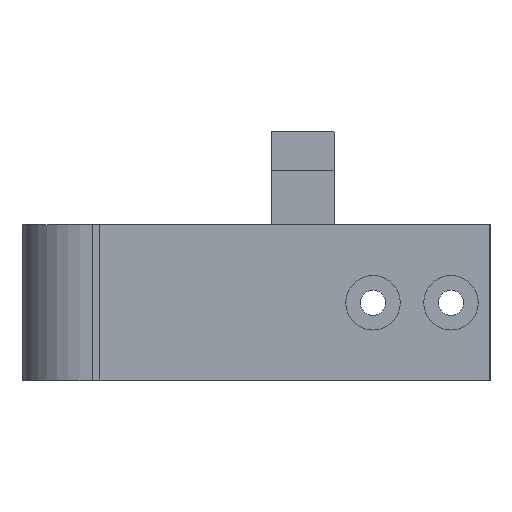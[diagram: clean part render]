
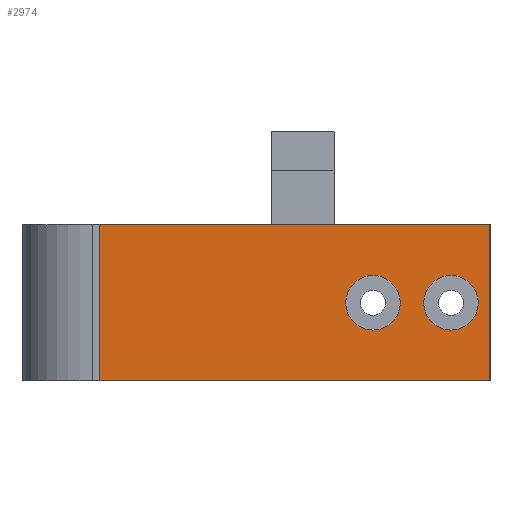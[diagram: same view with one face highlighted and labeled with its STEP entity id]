
A CAD part, left-side view. The second image highlights one B-rep face of the part: STEP entity #2974.
In plain terms, the highlighted planar face has unit normal (-1, 0, 0).
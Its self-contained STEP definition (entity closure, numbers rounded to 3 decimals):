
#101 = PLANE('',#102);
#102 = AXIS2_PLACEMENT_3D('',#103,#104,#105);
#103 = CARTESIAN_POINT('',(-59.932,55.957,0.));
#104 = DIRECTION('',(-0.,-0.,-1.));
#105 = DIRECTION('',(-1.,0.,0.));
#178 = PLANE('',#179);
#179 = AXIS2_PLACEMENT_3D('',#180,#181,#182);
#180 = CARTESIAN_POINT('',(-59.932,55.957,-20.));
#181 = DIRECTION('',(-0.,-0.,-1.));
#182 = DIRECTION('',(-1.,0.,0.));
#584 = VERTEX_POINT('',#585);
#585 = CARTESIAN_POINT('',(-105.,25.,-20.));
#599 = PLANE('',#600);
#600 = AXIS2_PLACEMENT_3D('',#601,#602,#603);
#601 = CARTESIAN_POINT('',(-100.1,25.,0.));
#602 = DIRECTION('',(0.,1.,0.));
#603 = DIRECTION('',(-1.,0.,0.));
#611 = EDGE_CURVE('',#584,#612,#614,.T.);
#612 = VERTEX_POINT('',#613);
#613 = CARTESIAN_POINT('',(-105.,75.,-20.));
#614 = SURFACE_CURVE('',#615,(#619,#626),.PCURVE_S1.);
#615 = LINE('',#616,#617);
#616 = CARTESIAN_POINT('',(-105.,25.,-20.));
#617 = VECTOR('',#618,1.);
#618 = DIRECTION('',(0.,1.,0.));
#619 = PCURVE('',#178,#620);
#620 = DEFINITIONAL_REPRESENTATION('',(#621),#625);
#621 = LINE('',#622,#623);
#622 = CARTESIAN_POINT('',(45.068,-30.957));
#623 = VECTOR('',#624,1.);
#624 = DIRECTION('',(0.,1.));
#625 = ( GEOMETRIC_REPRESENTATION_CONTEXT(2) 
PARAMETRIC_REPRESENTATION_CONTEXT() REPRESENTATION_CONTEXT('2D SPACE',''
  ) );
#626 = PCURVE('',#627,#632);
#627 = PLANE('',#628);
#628 = AXIS2_PLACEMENT_3D('',#629,#630,#631);
#629 = CARTESIAN_POINT('',(-105.,25.,0.));
#630 = DIRECTION('',(1.,0.,0.));
#631 = DIRECTION('',(0.,1.,0.));
#632 = DEFINITIONAL_REPRESENTATION('',(#633),#637);
#633 = LINE('',#634,#635);
#634 = CARTESIAN_POINT('',(0.,-20.));
#635 = VECTOR('',#636,1.);
#636 = DIRECTION('',(1.,0.));
#637 = ( GEOMETRIC_REPRESENTATION_CONTEXT(2) 
PARAMETRIC_REPRESENTATION_CONTEXT() REPRESENTATION_CONTEXT('2D SPACE',''
  ) );
#655 = PLANE('',#656);
#656 = AXIS2_PLACEMENT_3D('',#657,#658,#659);
#657 = CARTESIAN_POINT('',(-105.,75.,0.));
#658 = DIRECTION('',(0.,-1.,0.));
#659 = DIRECTION('',(1.,0.,0.));
#1347 = VERTEX_POINT('',#1348);
#1348 = CARTESIAN_POINT('',(-105.,25.,0.));
#1369 = EDGE_CURVE('',#1347,#1370,#1372,.T.);
#1370 = VERTEX_POINT('',#1371);
#1371 = CARTESIAN_POINT('',(-105.,75.,0.));
#1372 = SURFACE_CURVE('',#1373,(#1377,#1384),.PCURVE_S1.);
#1373 = LINE('',#1374,#1375);
#1374 = CARTESIAN_POINT('',(-105.,25.,0.));
#1375 = VECTOR('',#1376,1.);
#1376 = DIRECTION('',(0.,1.,0.));
#1377 = PCURVE('',#101,#1378);
#1378 = DEFINITIONAL_REPRESENTATION('',(#1379),#1383);
#1379 = LINE('',#1380,#1381);
#1380 = CARTESIAN_POINT('',(45.068,-30.957));
#1381 = VECTOR('',#1382,1.);
#1382 = DIRECTION('',(0.,1.));
#1383 = ( GEOMETRIC_REPRESENTATION_CONTEXT(2) 
PARAMETRIC_REPRESENTATION_CONTEXT() REPRESENTATION_CONTEXT('2D SPACE',''
  ) );
#1384 = PCURVE('',#627,#1385);
#1385 = DEFINITIONAL_REPRESENTATION('',(#1386),#1390);
#1386 = LINE('',#1387,#1388);
#1387 = CARTESIAN_POINT('',(0.,0.));
#1388 = VECTOR('',#1389,1.);
#1389 = DIRECTION('',(1.,0.));
#1390 = ( GEOMETRIC_REPRESENTATION_CONTEXT(2) 
PARAMETRIC_REPRESENTATION_CONTEXT() REPRESENTATION_CONTEXT('2D SPACE',''
  ) );
#2854 = EDGE_CURVE('',#1370,#612,#2855,.T.);
#2855 = SURFACE_CURVE('',#2856,(#2860,#2867),.PCURVE_S1.);
#2856 = LINE('',#2857,#2858);
#2857 = CARTESIAN_POINT('',(-105.,75.,0.));
#2858 = VECTOR('',#2859,1.);
#2859 = DIRECTION('',(-0.,-0.,-1.));
#2860 = PCURVE('',#655,#2861);
#2861 = DEFINITIONAL_REPRESENTATION('',(#2862),#2866);
#2862 = LINE('',#2863,#2864);
#2863 = CARTESIAN_POINT('',(0.,0.));
#2864 = VECTOR('',#2865,1.);
#2865 = DIRECTION('',(0.,-1.));
#2866 = ( GEOMETRIC_REPRESENTATION_CONTEXT(2) 
PARAMETRIC_REPRESENTATION_CONTEXT() REPRESENTATION_CONTEXT('2D SPACE',''
  ) );
#2867 = PCURVE('',#627,#2868);
#2868 = DEFINITIONAL_REPRESENTATION('',(#2869),#2873);
#2869 = LINE('',#2870,#2871);
#2870 = CARTESIAN_POINT('',(50.,0.));
#2871 = VECTOR('',#2872,1.);
#2872 = DIRECTION('',(0.,-1.));
#2873 = ( GEOMETRIC_REPRESENTATION_CONTEXT(2) 
PARAMETRIC_REPRESENTATION_CONTEXT() REPRESENTATION_CONTEXT('2D SPACE',''
  ) );
#2974 = ADVANCED_FACE('',(#2975,#3001,#3036),#627,.F.);
#2975 = FACE_BOUND('',#2976,.F.);
#2976 = EDGE_LOOP('',(#2977,#2998,#2999,#3000));
#2977 = ORIENTED_EDGE('',*,*,#2978,.T.);
#2978 = EDGE_CURVE('',#1347,#584,#2979,.T.);
#2979 = SURFACE_CURVE('',#2980,(#2984,#2991),.PCURVE_S1.);
#2980 = LINE('',#2981,#2982);
#2981 = CARTESIAN_POINT('',(-105.,25.,0.));
#2982 = VECTOR('',#2983,1.);
#2983 = DIRECTION('',(-0.,-0.,-1.));
#2984 = PCURVE('',#627,#2985);
#2985 = DEFINITIONAL_REPRESENTATION('',(#2986),#2990);
#2986 = LINE('',#2987,#2988);
#2987 = CARTESIAN_POINT('',(0.,0.));
#2988 = VECTOR('',#2989,1.);
#2989 = DIRECTION('',(0.,-1.));
#2990 = ( GEOMETRIC_REPRESENTATION_CONTEXT(2) 
PARAMETRIC_REPRESENTATION_CONTEXT() REPRESENTATION_CONTEXT('2D SPACE',''
  ) );
#2991 = PCURVE('',#599,#2992);
#2992 = DEFINITIONAL_REPRESENTATION('',(#2993),#2997);
#2993 = LINE('',#2994,#2995);
#2994 = CARTESIAN_POINT('',(4.9,0.));
#2995 = VECTOR('',#2996,1.);
#2996 = DIRECTION('',(0.,-1.));
#2997 = ( GEOMETRIC_REPRESENTATION_CONTEXT(2) 
PARAMETRIC_REPRESENTATION_CONTEXT() REPRESENTATION_CONTEXT('2D SPACE',''
  ) );
#2998 = ORIENTED_EDGE('',*,*,#611,.T.);
#2999 = ORIENTED_EDGE('',*,*,#2854,.F.);
#3000 = ORIENTED_EDGE('',*,*,#1369,.F.);
#3001 = FACE_BOUND('',#3002,.F.);
#3002 = EDGE_LOOP('',(#3003));
#3003 = ORIENTED_EDGE('',*,*,#3004,.T.);
#3004 = EDGE_CURVE('',#3005,#3005,#3007,.T.);
#3005 = VERTEX_POINT('',#3006);
#3006 = CARTESIAN_POINT('',(-105.,26.5,-10.));
#3007 = SURFACE_CURVE('',#3008,(#3013,#3024),.PCURVE_S1.);
#3008 = CIRCLE('',#3009,3.5);
#3009 = AXIS2_PLACEMENT_3D('',#3010,#3011,#3012);
#3010 = CARTESIAN_POINT('',(-105.,30.,-10.));
#3011 = DIRECTION('',(-1.,0.,0.));
#3012 = DIRECTION('',(0.,-1.,0.));
#3013 = PCURVE('',#627,#3014);
#3014 = DEFINITIONAL_REPRESENTATION('',(#3015),#3023);
#3015 = ( BOUNDED_CURVE() B_SPLINE_CURVE(2,(#3016,#3017,#3018,#3019,
#3020,#3021,#3022),.UNSPECIFIED.,.T.,.F.) B_SPLINE_CURVE_WITH_KNOTS((1,2
    ,2,2,2,1),(-2.094,0.,2.094,4.189,
6.283,8.378),.UNSPECIFIED.) CURVE() 
GEOMETRIC_REPRESENTATION_ITEM() RATIONAL_B_SPLINE_CURVE((1.,0.5,1.,0.5,
1.,0.5,1.)) REPRESENTATION_ITEM('') );
#3016 = CARTESIAN_POINT('',(1.5,-10.));
#3017 = CARTESIAN_POINT('',(1.5,-3.938));
#3018 = CARTESIAN_POINT('',(6.75,-6.969));
#3019 = CARTESIAN_POINT('',(12.,-10.));
#3020 = CARTESIAN_POINT('',(6.75,-13.031));
#3021 = CARTESIAN_POINT('',(1.5,-16.062));
#3022 = CARTESIAN_POINT('',(1.5,-10.));
#3023 = ( GEOMETRIC_REPRESENTATION_CONTEXT(2) 
PARAMETRIC_REPRESENTATION_CONTEXT() REPRESENTATION_CONTEXT('2D SPACE',''
  ) );
#3024 = PCURVE('',#3025,#3030);
#3025 = CYLINDRICAL_SURFACE('',#3026,3.5);
#3026 = AXIS2_PLACEMENT_3D('',#3027,#3028,#3029);
#3027 = CARTESIAN_POINT('',(-105.,30.,-10.));
#3028 = DIRECTION('',(-1.,0.,0.));
#3029 = DIRECTION('',(0.,-1.,0.));
#3030 = DEFINITIONAL_REPRESENTATION('',(#3031),#3035);
#3031 = LINE('',#3032,#3033);
#3032 = CARTESIAN_POINT('',(0.,0.));
#3033 = VECTOR('',#3034,1.);
#3034 = DIRECTION('',(1.,0.));
#3035 = ( GEOMETRIC_REPRESENTATION_CONTEXT(2) 
PARAMETRIC_REPRESENTATION_CONTEXT() REPRESENTATION_CONTEXT('2D SPACE',''
  ) );
#3036 = FACE_BOUND('',#3037,.F.);
#3037 = EDGE_LOOP('',(#3038));
#3038 = ORIENTED_EDGE('',*,*,#3039,.T.);
#3039 = EDGE_CURVE('',#3040,#3040,#3042,.T.);
#3040 = VERTEX_POINT('',#3041);
#3041 = CARTESIAN_POINT('',(-105.,36.5,-10.));
#3042 = SURFACE_CURVE('',#3043,(#3048,#3059),.PCURVE_S1.);
#3043 = CIRCLE('',#3044,3.5);
#3044 = AXIS2_PLACEMENT_3D('',#3045,#3046,#3047);
#3045 = CARTESIAN_POINT('',(-105.,40.,-10.));
#3046 = DIRECTION('',(-1.,0.,0.));
#3047 = DIRECTION('',(0.,-1.,0.));
#3048 = PCURVE('',#627,#3049);
#3049 = DEFINITIONAL_REPRESENTATION('',(#3050),#3058);
#3050 = ( BOUNDED_CURVE() B_SPLINE_CURVE(2,(#3051,#3052,#3053,#3054,
#3055,#3056,#3057),.UNSPECIFIED.,.T.,.F.) B_SPLINE_CURVE_WITH_KNOTS((1,2
    ,2,2,2,1),(-2.094,0.,2.094,4.189,
6.283,8.378),.UNSPECIFIED.) CURVE() 
GEOMETRIC_REPRESENTATION_ITEM() RATIONAL_B_SPLINE_CURVE((1.,0.5,1.,0.5,
1.,0.5,1.)) REPRESENTATION_ITEM('') );
#3051 = CARTESIAN_POINT('',(11.5,-10.));
#3052 = CARTESIAN_POINT('',(11.5,-3.938));
#3053 = CARTESIAN_POINT('',(16.75,-6.969));
#3054 = CARTESIAN_POINT('',(22.,-10.));
#3055 = CARTESIAN_POINT('',(16.75,-13.031));
#3056 = CARTESIAN_POINT('',(11.5,-16.062));
#3057 = CARTESIAN_POINT('',(11.5,-10.));
#3058 = ( GEOMETRIC_REPRESENTATION_CONTEXT(2) 
PARAMETRIC_REPRESENTATION_CONTEXT() REPRESENTATION_CONTEXT('2D SPACE',''
  ) );
#3059 = PCURVE('',#3060,#3065);
#3060 = CYLINDRICAL_SURFACE('',#3061,3.5);
#3061 = AXIS2_PLACEMENT_3D('',#3062,#3063,#3064);
#3062 = CARTESIAN_POINT('',(-105.,40.,-10.));
#3063 = DIRECTION('',(-1.,0.,0.));
#3064 = DIRECTION('',(0.,-1.,0.));
#3065 = DEFINITIONAL_REPRESENTATION('',(#3066),#3070);
#3066 = LINE('',#3067,#3068);
#3067 = CARTESIAN_POINT('',(0.,0.));
#3068 = VECTOR('',#3069,1.);
#3069 = DIRECTION('',(1.,0.));
#3070 = ( GEOMETRIC_REPRESENTATION_CONTEXT(2) 
PARAMETRIC_REPRESENTATION_CONTEXT() REPRESENTATION_CONTEXT('2D SPACE',''
  ) );
